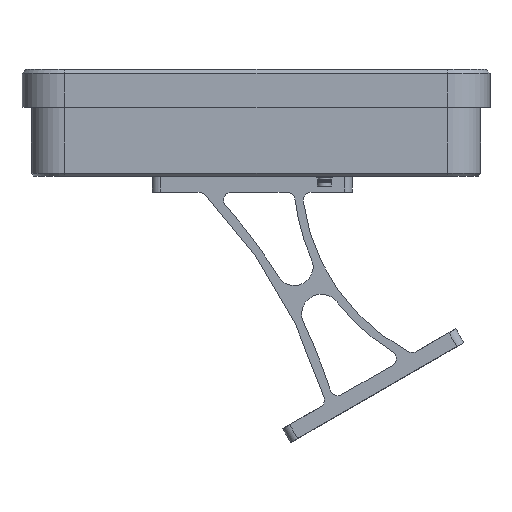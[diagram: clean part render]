
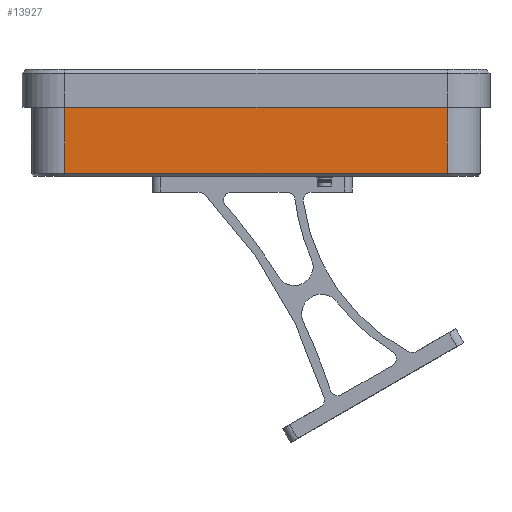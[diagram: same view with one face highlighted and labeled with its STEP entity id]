
A CAD part, left-side view. The second image highlights one B-rep face of the part: STEP entity #13927.
In plain terms, the highlighted planar face has unit normal (-1, 0, 0).
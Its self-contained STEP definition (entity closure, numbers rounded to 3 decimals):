
#5054 = VERTEX_POINT('',#5055);
#5055 = CARTESIAN_POINT('',(-88.5,-57.45,-22.2));
#5071 = PLANE('',#5072);
#5072 = AXIS2_PLACEMENT_3D('',#5073,#5074,#5075);
#5073 = CARTESIAN_POINT('',(-88.1,57.45,-22.6));
#5074 = DIRECTION('',(0.707,0.,0.707));
#5075 = DIRECTION('',(0.,-1.,0.));
#5098 = CYLINDRICAL_SURFACE('',#5099,10.);
#5099 = AXIS2_PLACEMENT_3D('',#5100,#5101,#5102);
#5100 = CARTESIAN_POINT('',(-78.5,-57.45,0.));
#5101 = DIRECTION('',(0.,0.,1.));
#5102 = DIRECTION('',(1.,0.,0.));
#5372 = PLANE('',#5373);
#5373 = AXIS2_PLACEMENT_3D('',#5374,#5375,#5376);
#5374 = CARTESIAN_POINT('',(0.,0.,0.));
#5375 = DIRECTION('',(0.,0.,1.));
#5376 = DIRECTION('',(1.,0.,0.));
#8173 = VERTEX_POINT('',#8174);
#8174 = CARTESIAN_POINT('',(-88.5,57.45,-22.2));
#8195 = EDGE_CURVE('',#8173,#5054,#8196,.T.);
#8196 = SURFACE_CURVE('',#8197,(#8201,#8208),.PCURVE_S1.);
#8197 = LINE('',#8198,#8199);
#8198 = CARTESIAN_POINT('',(-88.5,57.45,-22.2));
#8199 = VECTOR('',#8200,1.);
#8200 = DIRECTION('',(0.,-1.,0.));
#8201 = PCURVE('',#5071,#8202);
#8202 = DEFINITIONAL_REPRESENTATION('',(#8203),#8207);
#8203 = LINE('',#8204,#8205);
#8204 = CARTESIAN_POINT('',(0.,-0.566));
#8205 = VECTOR('',#8206,1.);
#8206 = DIRECTION('',(1.,0.));
#8207 = ( GEOMETRIC_REPRESENTATION_CONTEXT(2) 
PARAMETRIC_REPRESENTATION_CONTEXT() REPRESENTATION_CONTEXT('2D SPACE',''
  ) );
#8208 = PCURVE('',#8209,#8214);
#8209 = PLANE('',#8210);
#8210 = AXIS2_PLACEMENT_3D('',#8211,#8212,#8213);
#8211 = CARTESIAN_POINT('',(-88.5,57.45,0.));
#8212 = DIRECTION('',(-1.,0.,0.));
#8213 = DIRECTION('',(0.,-1.,0.));
#8214 = DEFINITIONAL_REPRESENTATION('',(#8215),#8219);
#8215 = LINE('',#8216,#8217);
#8216 = CARTESIAN_POINT('',(0.,-22.2));
#8217 = VECTOR('',#8218,1.);
#8218 = DIRECTION('',(1.,0.));
#8219 = ( GEOMETRIC_REPRESENTATION_CONTEXT(2) 
PARAMETRIC_REPRESENTATION_CONTEXT() REPRESENTATION_CONTEXT('2D SPACE',''
  ) );
#8226 = EDGE_CURVE('',#8227,#5054,#8229,.T.);
#8227 = VERTEX_POINT('',#8228);
#8228 = CARTESIAN_POINT('',(-88.5,-57.45,0.));
#8229 = SURFACE_CURVE('',#8230,(#8234,#8241),.PCURVE_S1.);
#8230 = LINE('',#8231,#8232);
#8231 = CARTESIAN_POINT('',(-88.5,-57.45,0.));
#8232 = VECTOR('',#8233,1.);
#8233 = DIRECTION('',(0.,0.,-1.));
#8234 = PCURVE('',#5098,#8235);
#8235 = DEFINITIONAL_REPRESENTATION('',(#8236),#8240);
#8236 = LINE('',#8237,#8238);
#8237 = CARTESIAN_POINT('',(3.142,0.));
#8238 = VECTOR('',#8239,1.);
#8239 = DIRECTION('',(0.,-1.));
#8240 = ( GEOMETRIC_REPRESENTATION_CONTEXT(2) 
PARAMETRIC_REPRESENTATION_CONTEXT() REPRESENTATION_CONTEXT('2D SPACE',''
  ) );
#8241 = PCURVE('',#8209,#8242);
#8242 = DEFINITIONAL_REPRESENTATION('',(#8243),#8247);
#8243 = LINE('',#8244,#8245);
#8244 = CARTESIAN_POINT('',(114.9,0.));
#8245 = VECTOR('',#8246,1.);
#8246 = DIRECTION('',(0.,-1.));
#8247 = ( GEOMETRIC_REPRESENTATION_CONTEXT(2) 
PARAMETRIC_REPRESENTATION_CONTEXT() REPRESENTATION_CONTEXT('2D SPACE',''
  ) );
#8276 = EDGE_CURVE('',#8277,#8227,#8279,.T.);
#8277 = VERTEX_POINT('',#8278);
#8278 = CARTESIAN_POINT('',(-88.5,57.45,0.));
#8279 = SURFACE_CURVE('',#8280,(#8284,#8291),.PCURVE_S1.);
#8280 = LINE('',#8281,#8282);
#8281 = CARTESIAN_POINT('',(-88.5,57.45,0.));
#8282 = VECTOR('',#8283,1.);
#8283 = DIRECTION('',(0.,-1.,0.));
#8284 = PCURVE('',#5372,#8285);
#8285 = DEFINITIONAL_REPRESENTATION('',(#8286),#8290);
#8286 = LINE('',#8287,#8288);
#8287 = CARTESIAN_POINT('',(-88.5,57.45));
#8288 = VECTOR('',#8289,1.);
#8289 = DIRECTION('',(0.,-1.));
#8290 = ( GEOMETRIC_REPRESENTATION_CONTEXT(2) 
PARAMETRIC_REPRESENTATION_CONTEXT() REPRESENTATION_CONTEXT('2D SPACE',''
  ) );
#8291 = PCURVE('',#8209,#8292);
#8292 = DEFINITIONAL_REPRESENTATION('',(#8293),#8297);
#8293 = LINE('',#8294,#8295);
#8294 = CARTESIAN_POINT('',(0.,0.));
#8295 = VECTOR('',#8296,1.);
#8296 = DIRECTION('',(1.,0.));
#8297 = ( GEOMETRIC_REPRESENTATION_CONTEXT(2) 
PARAMETRIC_REPRESENTATION_CONTEXT() REPRESENTATION_CONTEXT('2D SPACE',''
  ) );
#8819 = CYLINDRICAL_SURFACE('',#8820,10.);
#8820 = AXIS2_PLACEMENT_3D('',#8821,#8822,#8823);
#8821 = CARTESIAN_POINT('',(-78.5,57.45,0.));
#8822 = DIRECTION('',(0.,0.,1.));
#8823 = DIRECTION('',(1.,0.,0.));
#13927 = ADVANCED_FACE('',(#13928),#8209,.T.);
#13928 = FACE_BOUND('',#13929,.T.);
#13929 = EDGE_LOOP('',(#13930,#13951,#13952,#13953));
#13930 = ORIENTED_EDGE('',*,*,#13931,.T.);
#13931 = EDGE_CURVE('',#8277,#8173,#13932,.T.);
#13932 = SURFACE_CURVE('',#13933,(#13937,#13944),.PCURVE_S1.);
#13933 = LINE('',#13934,#13935);
#13934 = CARTESIAN_POINT('',(-88.5,57.45,0.));
#13935 = VECTOR('',#13936,1.);
#13936 = DIRECTION('',(0.,0.,-1.));
#13937 = PCURVE('',#8209,#13938);
#13938 = DEFINITIONAL_REPRESENTATION('',(#13939),#13943);
#13939 = LINE('',#13940,#13941);
#13940 = CARTESIAN_POINT('',(0.,0.));
#13941 = VECTOR('',#13942,1.);
#13942 = DIRECTION('',(0.,-1.));
#13943 = ( GEOMETRIC_REPRESENTATION_CONTEXT(2) 
PARAMETRIC_REPRESENTATION_CONTEXT() REPRESENTATION_CONTEXT('2D SPACE',''
  ) );
#13944 = PCURVE('',#8819,#13945);
#13945 = DEFINITIONAL_REPRESENTATION('',(#13946),#13950);
#13946 = LINE('',#13947,#13948);
#13947 = CARTESIAN_POINT('',(3.142,0.));
#13948 = VECTOR('',#13949,1.);
#13949 = DIRECTION('',(0.,-1.));
#13950 = ( GEOMETRIC_REPRESENTATION_CONTEXT(2) 
PARAMETRIC_REPRESENTATION_CONTEXT() REPRESENTATION_CONTEXT('2D SPACE',''
  ) );
#13951 = ORIENTED_EDGE('',*,*,#8195,.T.);
#13952 = ORIENTED_EDGE('',*,*,#8226,.F.);
#13953 = ORIENTED_EDGE('',*,*,#8276,.F.);
